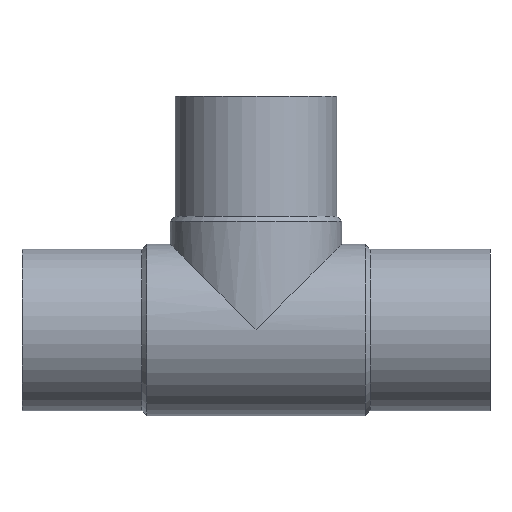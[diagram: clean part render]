
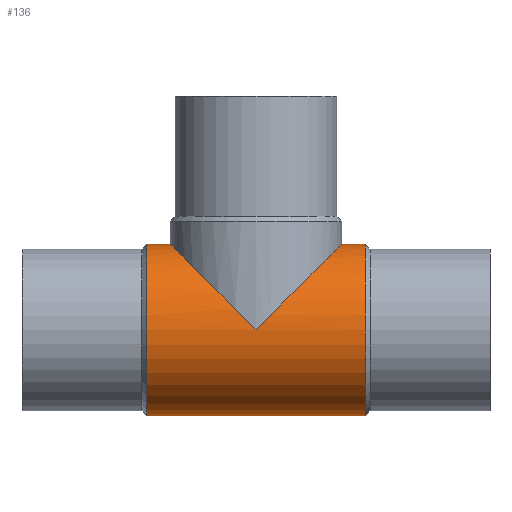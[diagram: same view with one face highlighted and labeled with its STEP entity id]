
A CAD part, top view. The second image highlights one B-rep face of the part: STEP entity #136.
In plain terms, the highlighted cylindrical face has radius 95.35 mm (diameter 190.7 mm), a partial arc.
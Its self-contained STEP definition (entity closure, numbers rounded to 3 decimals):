
#136 = ADVANCED_FACE( '', ( #376 ), #377, .T. );
#158 = EDGE_CURVE( '', #264, #190, #400, .T. );
#160 = EDGE_CURVE( '', #264, #294, #402, .T. );
#180 = EDGE_CURVE( '', #202, #200, #424, .T. );
#190 = VERTEX_POINT( '', #434 );
#200 = VERTEX_POINT( '', #444 );
#202 = VERTEX_POINT( '', #446 );
#224 = VERTEX_POINT( '', #470 );
#264 = VERTEX_POINT( '', #519 );
#266 = VERTEX_POINT( '', #521 );
#290 = EDGE_CURVE( '', #224, #202, #549, .T. );
#294 = VERTEX_POINT( '', #553 );
#342 = EDGE_CURVE( '', #200, #266, #609, .T. );
#352 = EDGE_CURVE( '', #266, #294, #619, .T. );
#354 = EDGE_CURVE( '', #190, #224, #621, .T. );
#376 = FACE_OUTER_BOUND( '', #633, .T. );
#377 = CYLINDRICAL_SURFACE( '', #634, 95.35 );
#400 = LINE( '', #664, #665 );
#402 = CIRCLE( '', #668, 95.35 );
#424 = ELLIPSE( '', #697, 134.845, 95.35 );
#434 = CARTESIAN_POINT( '', ( -138.85, -95.35, 0. ) );
#444 = CARTESIAN_POINT( '', ( -260.5, 0., 95.35 ) );
#446 = CARTESIAN_POINT( '', ( -165.15, 95.35, 0. ) );
#470 = CARTESIAN_POINT( '', ( -138.85, 95.35, 0. ) );
#519 = CARTESIAN_POINT( '', ( -382.15, -95.35, 0. ) );
#521 = CARTESIAN_POINT( '', ( -355.85, 95.35, 0. ) );
#549 = LINE( '', #856, #857 );
#553 = CARTESIAN_POINT( '', ( -382.15, 95.35, 0. ) );
#609 = ELLIPSE( '', #935, 134.845, 95.35 );
#619 = LINE( '', #948, #949 );
#621 = CIRCLE( '', #952, 95.35 );
#633 = EDGE_LOOP( '', ( #962, #963, #964, #965, #966, #967, #968 ) );
#634 = AXIS2_PLACEMENT_3D( '', #969, #970, #971 );
#664 = CARTESIAN_POINT( '', ( -260.5, -95.35, 0. ) );
#665 = VECTOR( '', #994, 1. );
#668 = AXIS2_PLACEMENT_3D( '', #995, #996, #997 );
#697 = AXIS2_PLACEMENT_3D( '', #1024, #1025, #1026 );
#856 = CARTESIAN_POINT( '', ( -260.5, 95.35, 0. ) );
#857 = VECTOR( '', #1196, 1. );
#935 = AXIS2_PLACEMENT_3D( '', #1270, #1271, #1272 );
#948 = CARTESIAN_POINT( '', ( -260.5, 95.35, 0. ) );
#949 = VECTOR( '', #1279, 1. );
#952 = AXIS2_PLACEMENT_3D( '', #1280, #1281, #1282 );
#962 = ORIENTED_EDGE( '', *, *, #290, .T. );
#963 = ORIENTED_EDGE( '', *, *, #180, .T. );
#964 = ORIENTED_EDGE( '', *, *, #342, .T. );
#965 = ORIENTED_EDGE( '', *, *, #352, .T. );
#966 = ORIENTED_EDGE( '', *, *, #160, .F. );
#967 = ORIENTED_EDGE( '', *, *, #158, .T. );
#968 = ORIENTED_EDGE( '', *, *, #354, .T. );
#969 = CARTESIAN_POINT( '', ( -260.5, 0., 0. ) );
#970 = DIRECTION( '', ( 1., 0., 0. ) );
#971 = DIRECTION( '', ( 0., 1., 0. ) );
#994 = DIRECTION( '', ( 1., 0., 0. ) );
#995 = CARTESIAN_POINT( '', ( -382.15, 0., 0. ) );
#996 = DIRECTION( '', ( -1., 0., 0. ) );
#997 = DIRECTION( '', ( 0., 1., 0. ) );
#1024 = CARTESIAN_POINT( '', ( -260.5, 0., 0. ) );
#1025 = DIRECTION( '', ( 0.707, -0.707, 0. ) );
#1026 = DIRECTION( '', ( 0.707, 0.707, 0. ) );
#1196 = DIRECTION( '', ( -1., 0., 0. ) );
#1270 = CARTESIAN_POINT( '', ( -260.5, 0., 0. ) );
#1271 = DIRECTION( '', ( -0.707, -0.707, 0. ) );
#1272 = DIRECTION( '', ( 0.707, -0.707, 0. ) );
#1279 = DIRECTION( '', ( -1., 0., 0. ) );
#1280 = CARTESIAN_POINT( '', ( -138.85, 0., 0. ) );
#1281 = DIRECTION( '', ( -1., 0., 0. ) );
#1282 = DIRECTION( '', ( 0., 1., 0. ) );
